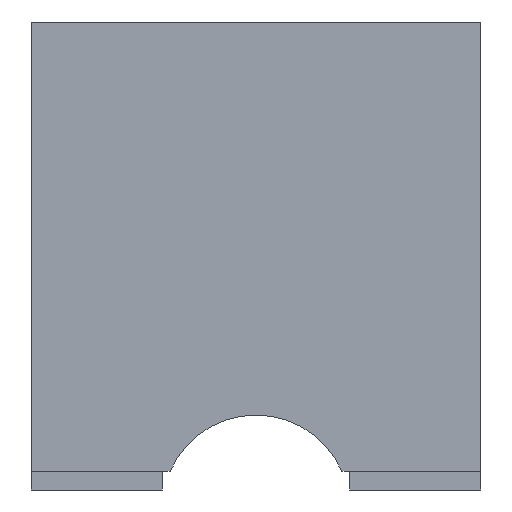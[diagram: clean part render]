
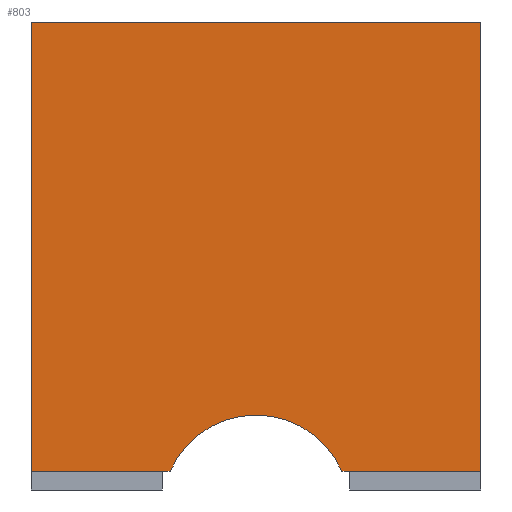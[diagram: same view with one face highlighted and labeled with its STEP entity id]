
A CAD part, left-side view. The second image highlights one B-rep face of the part: STEP entity #803.
In plain terms, the highlighted planar face has unit normal (-1, 0, 0).
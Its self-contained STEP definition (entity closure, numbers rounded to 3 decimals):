
#263 = VERTEX_POINT('',#264);
#264 = CARTESIAN_POINT('',(-1.,0.6,0.));
#270 = EDGE_CURVE('',#263,#271,#273,.T.);
#271 = VERTEX_POINT('',#272);
#272 = CARTESIAN_POINT('',(-1.,0.6,1.2));
#273 = LINE('',#274,#275);
#274 = CARTESIAN_POINT('',(-1.,0.6,0.));
#275 = VECTOR('',#276,1.);
#276 = DIRECTION('',(0.,0.,1.));
#409 = VERTEX_POINT('',#410);
#410 = CARTESIAN_POINT('',(-1.,0.25,0.));
#416 = EDGE_CURVE('',#417,#409,#419,.T.);
#417 = VERTEX_POINT('',#418);
#418 = CARTESIAN_POINT('',(-1.,0.229,0.));
#419 = LINE('',#420,#421);
#420 = CARTESIAN_POINT('',(-1.,-0.6,0.));
#421 = VECTOR('',#422,1.);
#422 = DIRECTION('',(0.,1.,0.));
#786 = VERTEX_POINT('',#787);
#787 = CARTESIAN_POINT('',(-1.,-0.6,1.2));
#793 = EDGE_CURVE('',#786,#271,#794,.T.);
#794 = LINE('',#795,#796);
#795 = CARTESIAN_POINT('',(-1.,-0.6,1.2));
#796 = VECTOR('',#797,1.);
#797 = DIRECTION('',(0.,1.,0.));
#803 = ADVANCED_FACE('',(#804),#846,.T.);
#804 = FACE_BOUND('',#805,.T.);
#805 = EDGE_LOOP('',(#806,#816,#822,#823,#824,#830,#831,#840));
#806 = ORIENTED_EDGE('',*,*,#807,.F.);
#807 = EDGE_CURVE('',#808,#810,#812,.T.);
#808 = VERTEX_POINT('',#809);
#809 = CARTESIAN_POINT('',(-1.,-0.6,0.));
#810 = VERTEX_POINT('',#811);
#811 = CARTESIAN_POINT('',(-1.,-0.25,0.));
#812 = LINE('',#813,#814);
#813 = CARTESIAN_POINT('',(-1.,-0.6,0.));
#814 = VECTOR('',#815,1.);
#815 = DIRECTION('',(0.,1.,0.));
#816 = ORIENTED_EDGE('',*,*,#817,.T.);
#817 = EDGE_CURVE('',#808,#786,#818,.T.);
#818 = LINE('',#819,#820);
#819 = CARTESIAN_POINT('',(-1.,-0.6,0.));
#820 = VECTOR('',#821,1.);
#821 = DIRECTION('',(0.,0.,1.));
#822 = ORIENTED_EDGE('',*,*,#793,.T.);
#823 = ORIENTED_EDGE('',*,*,#270,.F.);
#824 = ORIENTED_EDGE('',*,*,#825,.F.);
#825 = EDGE_CURVE('',#409,#263,#826,.T.);
#826 = LINE('',#827,#828);
#827 = CARTESIAN_POINT('',(-1.,-0.6,0.));
#828 = VECTOR('',#829,1.);
#829 = DIRECTION('',(0.,1.,0.));
#830 = ORIENTED_EDGE('',*,*,#416,.F.);
#831 = ORIENTED_EDGE('',*,*,#832,.T.);
#832 = EDGE_CURVE('',#417,#833,#835,.T.);
#833 = VERTEX_POINT('',#834);
#834 = CARTESIAN_POINT('',(-1.,-0.229,0.));
#835 = CIRCLE('',#836,0.25);
#836 = AXIS2_PLACEMENT_3D('',#837,#838,#839);
#837 = CARTESIAN_POINT('',(-1.,0.,-0.1));
#838 = DIRECTION('',(1.,0.,0.));
#839 = DIRECTION('',(0.,1.,0.));
#840 = ORIENTED_EDGE('',*,*,#841,.F.);
#841 = EDGE_CURVE('',#810,#833,#842,.T.);
#842 = LINE('',#843,#844);
#843 = CARTESIAN_POINT('',(-1.,-0.6,0.));
#844 = VECTOR('',#845,1.);
#845 = DIRECTION('',(0.,1.,0.));
#846 = PLANE('',#847);
#847 = AXIS2_PLACEMENT_3D('',#848,#849,#850);
#848 = CARTESIAN_POINT('',(-1.,-0.6,0.));
#849 = DIRECTION('',(-1.,0.,0.));
#850 = DIRECTION('',(0.,1.,0.));
